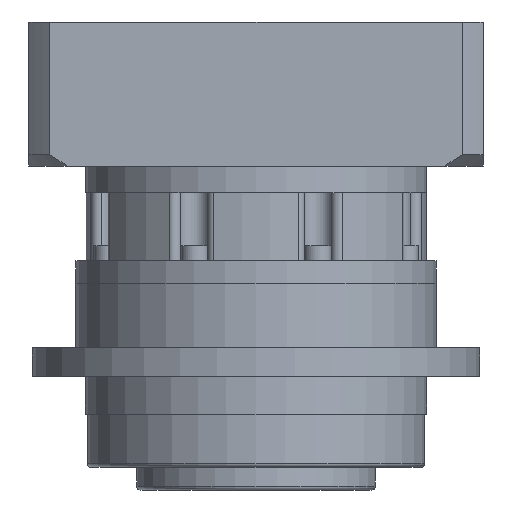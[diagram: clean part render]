
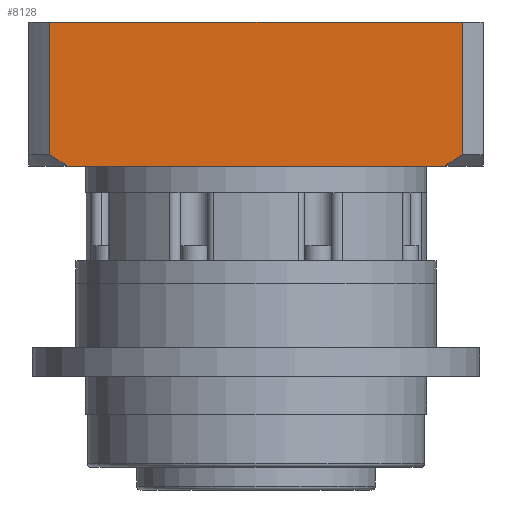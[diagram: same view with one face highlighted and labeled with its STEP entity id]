
A CAD part, front view. The second image highlights one B-rep face of the part: STEP entity #8128.
In plain terms, the highlighted planar face has unit normal (0, -1, 0).
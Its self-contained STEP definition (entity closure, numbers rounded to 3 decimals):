
#175 = ORIENTED_EDGE ( 'NONE', *, *, #9761, .T. ) ;
#310 = CARTESIAN_POINT ( 'NONE',  ( -54.415, -60., 93.5 ) ) ;
#448 = CARTESIAN_POINT ( 'NONE',  ( -54.415, -60., 58.5 ) ) ;
#761 = CARTESIAN_POINT ( 'NONE',  ( -54.415, -60., 93.5 ) ) ;
#1058 = DIRECTION ( 'NONE',  ( 0., 0., -1. ) ) ;
#1538 = B_SPLINE_CURVE_WITH_KNOTS ( 'NONE', 3,
 ( #1753, #6660, #3403, #9155 ),
 .UNSPECIFIED., .F., .F.,
 ( 4, 4 ),
 ( 0., 0.005 ),
 .UNSPECIFIED. ) ;
#1566 = LINE ( 'NONE', #310, #5923 ) ;
#1743 = ORIENTED_EDGE ( 'NONE', *, *, #10090, .F. ) ;
#1753 = CARTESIAN_POINT ( 'NONE',  ( 49.84, -60., 55.5 ) ) ;
#2109 = CARTESIAN_POINT ( 'NONE',  ( -49.84, -60., 55.5 ) ) ;
#2130 = B_SPLINE_CURVE_WITH_KNOTS ( 'NONE', 3,
 ( #448, #8646, #7019, #2109 ),
 .UNSPECIFIED., .F., .F.,
 ( 4, 4 ),
 ( 0., 0.005 ),
 .UNSPECIFIED. ) ;
#2209 = CARTESIAN_POINT ( 'NONE',  ( -54.415, -60., 58.5 ) ) ;
#2399 = ORIENTED_EDGE ( 'NONE', *, *, #9616, .T. ) ;
#2764 = DIRECTION ( 'NONE',  ( 0., 0., -1. ) ) ;
#3046 = EDGE_LOOP ( 'NONE', ( #175, #7238, #1743, #4060, #2399, #3827 ) ) ;
#3281 = CARTESIAN_POINT ( 'NONE',  ( 54.415, -60., 58.5 ) ) ;
#3403 = CARTESIAN_POINT ( 'NONE',  ( 52.901, -60., 57.483 ) ) ;
#3452 = LINE ( 'NONE', #3853, #4853 ) ;
#3530 = CARTESIAN_POINT ( 'NONE',  ( 54.415, -60., 93.5 ) ) ;
#3827 = ORIENTED_EDGE ( 'NONE', *, *, #10199, .T. ) ;
#3853 = CARTESIAN_POINT ( 'NONE',  ( -54.415, -60., 55.5 ) ) ;
#4060 = ORIENTED_EDGE ( 'NONE', *, *, #7554, .F. ) ;
#4367 = DIRECTION ( 'NONE',  ( 0., 0., 1. ) ) ;
#4853 = VECTOR ( 'NONE', #5481, 1000. ) ;
#4913 = VERTEX_POINT ( 'NONE', #5757 ) ;
#5219 = CARTESIAN_POINT ( 'NONE',  ( 54.415, -60., 93.5 ) ) ;
#5249 = VECTOR ( 'NONE', #2764, 1000. ) ;
#5481 = DIRECTION ( 'NONE',  ( 1., 0., 0. ) ) ;
#5502 = LINE ( 'NONE', #7698, #5249 ) ;
#5530 = FACE_OUTER_BOUND ( 'NONE', #3046, .T. ) ;
#5757 = CARTESIAN_POINT ( 'NONE',  ( 49.84, -60., 55.5 ) ) ;
#5923 = VECTOR ( 'NONE', #9330, 1000. ) ;
#6316 = VERTEX_POINT ( 'NONE', #2209 ) ;
#6660 = CARTESIAN_POINT ( 'NONE',  ( 51.377, -60., 56.482 ) ) ;
#6796 = CARTESIAN_POINT ( 'NONE',  ( -54.415, -60., 93.5 ) ) ;
#7019 = CARTESIAN_POINT ( 'NONE',  ( -51.377, -60., 56.482 ) ) ;
#7238 = ORIENTED_EDGE ( 'NONE', *, *, #9964, .T. ) ;
#7336 = VERTEX_POINT ( 'NONE', #3281 ) ;
#7543 = VECTOR ( 'NONE', #1058, 1000. ) ;
#7554 = EDGE_CURVE ( 'NONE', #8785, #9046, #1566, .T. ) ;
#7698 = CARTESIAN_POINT ( 'NONE',  ( -54.415, -60., 93.5 ) ) ;
#7736 = VERTEX_POINT ( 'NONE', #8748 ) ;
#8128 = ADVANCED_FACE ( 'NONE', ( #5530 ), #8462, .F. ) ;
#8462 = PLANE ( 'NONE',  #10568 ) ;
#8646 = CARTESIAN_POINT ( 'NONE',  ( -52.901, -60., 57.483 ) ) ;
#8748 = CARTESIAN_POINT ( 'NONE',  ( -49.84, -60., 55.5 ) ) ;
#8785 = VERTEX_POINT ( 'NONE', #761 ) ;
#9046 = VERTEX_POINT ( 'NONE', #5219 ) ;
#9155 = CARTESIAN_POINT ( 'NONE',  ( 54.415, -60., 58.5 ) ) ;
#9279 = DIRECTION ( 'NONE',  ( 0., 1., 0. ) ) ;
#9330 = DIRECTION ( 'NONE',  ( 1., 0., 0. ) ) ;
#9616 = EDGE_CURVE ( 'NONE', #8785, #6316, #5502, .T. ) ;
#9761 = EDGE_CURVE ( 'NONE', #7736, #4913, #3452, .T. ) ;
#9964 = EDGE_CURVE ( 'NONE', #4913, #7336, #1538, .T. ) ;
#9977 = LINE ( 'NONE', #3530, #7543 ) ;
#10090 = EDGE_CURVE ( 'NONE', #9046, #7336, #9977, .T. ) ;
#10199 = EDGE_CURVE ( 'NONE', #6316, #7736, #2130, .T. ) ;
#10568 = AXIS2_PLACEMENT_3D ( 'NONE', #6796, #9279, #4367 ) ;
